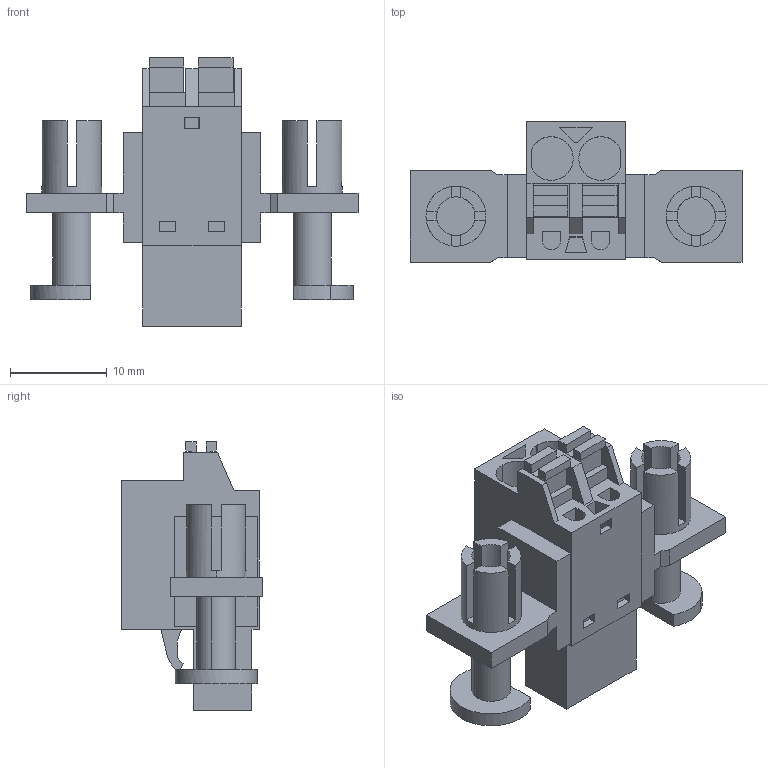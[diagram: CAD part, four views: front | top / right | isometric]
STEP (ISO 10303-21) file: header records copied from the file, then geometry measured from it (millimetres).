
FILE_DESCRIPTION(('CATIA V5 STEP','CAx-IF Rec.Pracs.--- Model Styling and Organization---1.2---2011-12-15'),'2;1');
FILE_NAME ('D1451306_0_1353240000_1353240000.stp','2017-01-24T05:27:16+00:00',('none'),('Weidmueller'),'CATIA Version 5-6 Release 2014','CATIA V5 STEP AP214','none');
FILE_SCHEMA(('AUTOMOTIVE_DESIGN { 1 0 10303 214 1 1 1 1 }'));
Length unit declared in the file: millimetre
Products named in the file (1): 1353240000
Bounding box: 34.31 x 14.5 x 27.73 mm (x, y, z)
Volume: 3760.7 mm3; surface area: 3670 mm2
Topology: 5 solids, 5 shells, 344 faces, 932 edges, 621 vertices
Faces by surface type: plane 272, extrusion 41, cylinder 31
Entity records: 11332 total; most frequent: CARTESIAN_POINT 2788, ORIENTED_EDGE 1864, DIRECTION 1353, EDGE_CURVE 932, VECTOR 804, LINE 763, VERTEX_POINT 621, EDGE_LOOP 375
